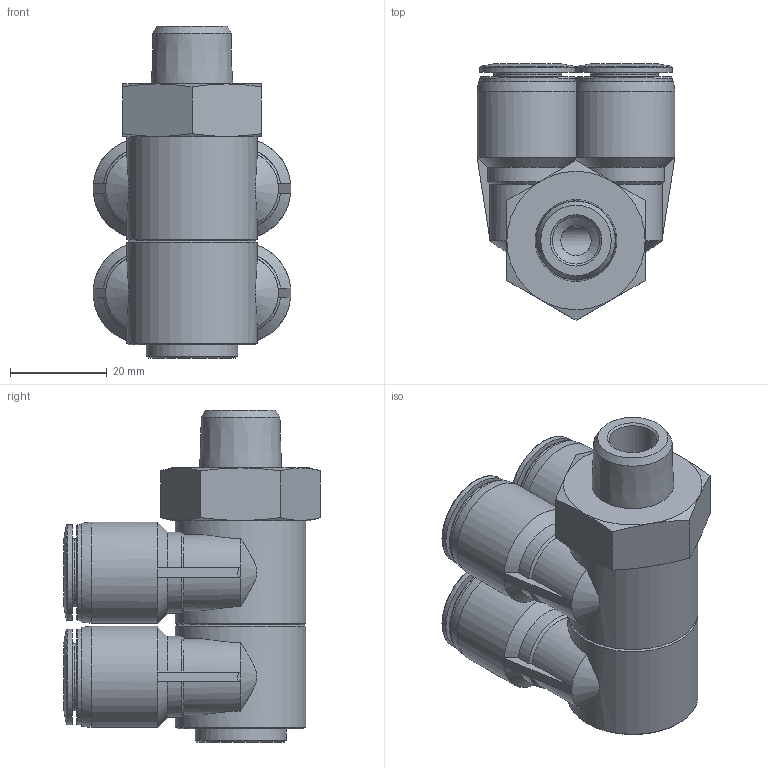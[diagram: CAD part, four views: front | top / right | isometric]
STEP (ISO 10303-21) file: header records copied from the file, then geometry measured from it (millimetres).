
FILE_DESCRIPTION(/* description */ ('STEP AP214'),/* implementation_level */ '2;1');
FILE_NAME(/* name */ '190798_QSLV4-3_8-1_2-U',/* time_stamp */ '2024-09-14T11:22:02+02:00',/* author */ ('License CC BY-ND 4.0'),/* organization */ ('CADENAS'),/* preprocessor_version */ 'ST-DEVELOPER v19.3',/* originating_system */ 'PARTsolutions',/* authorisation */ ' ');
FILE_SCHEMA (('AUTOMOTIVE_DESIGN {1 0 10303 214 3 1 1}'));
Length unit declared in the file: millimetre
Products named in the file (1): 190798 QSLV4-3/8-1/2-U
Bounding box: 41 x 53.25 x 68.8 mm (x, y, z)
Volume: 53521.8 mm3; surface area: 21705.7 mm2
Topology: 1 solids, 1 shells, 162 faces, 373 edges, 221 vertices
Faces by surface type: cone 49, plane 48, cylinder 45, torus 16, sphere 4
Full cylindrical faces by diameter (mm): 6.3 x9, 9.797 x1, 12.6 x4, 14 x4, 18.9 x1, 19.8 x8, 27 x2
Entity records: 5457 total; most frequent: CARTESIAN_POINT 995, DIRECTION 700, ORIENTED_EDGE 600, AXIS2_PLACEMENT_3D 321, EDGE_CURVE 300, EDGE_LOOP 242, FACE_BOUND 242, VERTEX_POINT 212
